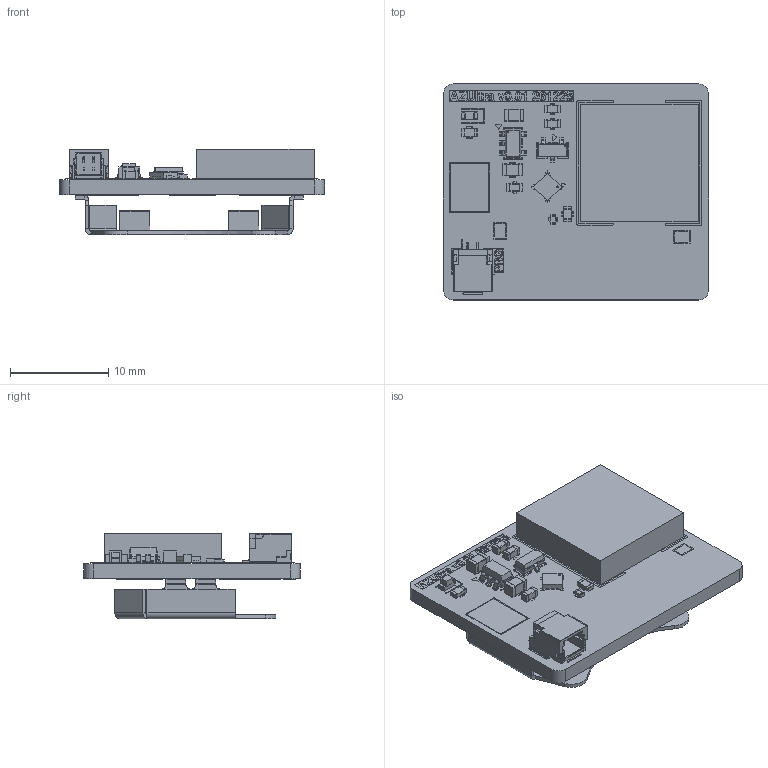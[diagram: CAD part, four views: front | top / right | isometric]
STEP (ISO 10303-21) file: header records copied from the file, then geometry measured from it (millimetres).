
FILE_DESCRIPTION(('KiCad electronic assembly'),'2;1');
FILE_NAME('AZUltra.step','2026-01-25T17:59:57',('Pcbnew'),('Kicad'), 'Open CASCADE STEP processor 7.9','KiCad to STEP converter','Unknown' );
FILE_SCHEMA(('AUTOMOTIVE_DESIGN { 1 0 10303 214 1 1 1 1 }'));
Length unit declared in the file: millimetre
Products named in the file (26): AZUltra 1; R_0402_1005Metric; LED_0603_1608Metric; L_0805_2012Metric; SOT-23; KLJ1230; SOT-23-5; C_0603_1608Metric; C_0805_2012Metric; SKYA21003; Body_Solid1; Body001_Solid1; Array_Solid1; Array001_Solid2; Body002_Solid1; Array002_Solid1; Array003_Solid2; Body003_Solid1; Body004_Solid1; JST_SH_SM02B-SRSS-TB_1x02-1MP_P1.00mm_Horizontal; SM02B-SRSS-TB-LF; R_0603_1608Metric; BatteryHolder_Keystone_3034_1x20mm; AZUltra_silkscreen; AZUltra_PCB
Assembly tree (34 placements, depth 3):
  AZUltra 1
    R_0402_1005Metric
    LED_0603_1608Metric
    L_0805_2012Metric
    SOT-23
    KLJ1230
    SOT-23-5
    C_0603_1608Metric  x3
    C_0805_2012Metric
    SKYA21003
      Body_Solid1
      Body001_Solid1
      Array_Solid1  x3
      Array001_Solid2  x2
      Body002_Solid1
      Array002_Solid1  x3
      Array003_Solid2  x2
      Body003_Solid1
      Body004_Solid1
    JST_SH_SM02B-SRSS-TB_1x02-1MP_P1.00mm_Horizontal
    SM02B-SRSS-TB-LF
    R_0603_1608Metric  x2
    BatteryHolder_Keystone_3034_1x20mm
    AZUltra_silkscreen
    AZUltra_silkscreen
    AZUltra_PCB
Bounding box: 27 x 22 x 8.68 mm (x, y, z)
Volume: 1547.6 mm3; surface area: 2946.8 mm2
Topology: 35 solids, 90 shells, 1083 faces, 3811 edges, 2867 vertices
Faces by surface type: plane 840, cylinder 211, bspline 32
Full cylindrical faces by diameter (mm): 0.2 x2
Entity records: 42106 total; most frequent: CARTESIAN_POINT 7350, DIRECTION 5975, ORIENTED_EDGE 5895, EDGE_CURVE 3527, LINE 2919, VECTOR 2919, VERTEX_POINT 2679, AXIS2_PLACEMENT_3D 1528
